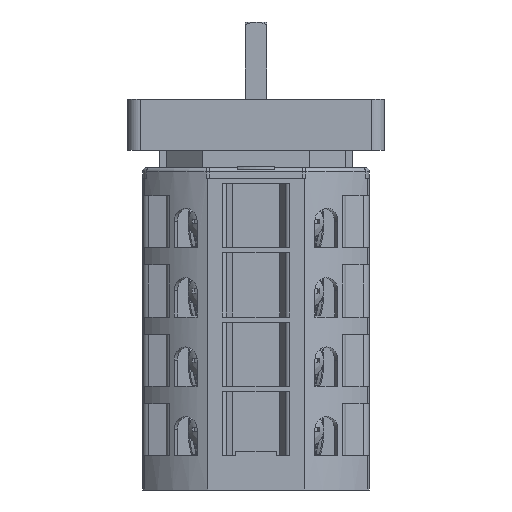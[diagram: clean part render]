
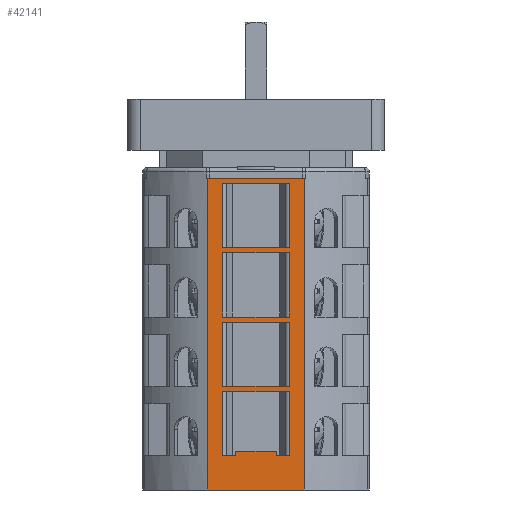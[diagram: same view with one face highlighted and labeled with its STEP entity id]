
A CAD part, front view. The second image highlights one B-rep face of the part: STEP entity #42141.
In plain terms, the highlighted planar face has unit normal (0, -1, 0).
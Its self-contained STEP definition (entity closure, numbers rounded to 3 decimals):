
#1182=DIRECTION('',(-1.,0.,0.));
#1183=VECTOR('',#1182,0.317);
#1184=CARTESIAN_POINT('',(-10.998,-31.,-2.));
#1185=LINE('',#1184,#1183);
#1191=DIRECTION('',(0.,0.,1.));
#1192=VECTOR('',#1191,72.8);
#1193=CARTESIAN_POINT('',(-11.315,-31.,-74.8));
#1194=LINE('',#1193,#1192);
#1195=DIRECTION('',(0.,0.,1.));
#1196=VECTOR('',#1195,15.);
#1197=CARTESIAN_POINT('',(-7.809,-31.,-66.8));
#1198=LINE('',#1197,#1196);
#1199=DIRECTION('',(0.,0.,1.));
#1200=VECTOR('',#1199,1.);
#1201=CARTESIAN_POINT('',(4.684,-31.,-66.8));
#1202=LINE('',#1201,#1200);
#1203=DIRECTION('',(0.,0.,-1.));
#1204=VECTOR('',#1203,15.);
#1205=CARTESIAN_POINT('',(7.809,-31.,-51.8));
#1206=LINE('',#1205,#1204);
#1207=DIRECTION('',(0.,0.,1.));
#1208=VECTOR('',#1207,15.);
#1209=CARTESIAN_POINT('',(-7.809,-31.,-50.6));
#1210=LINE('',#1209,#1208);
#1211=DIRECTION('',(0.,0.,-1.));
#1212=VECTOR('',#1211,15.);
#1213=CARTESIAN_POINT('',(7.809,-31.,-35.6));
#1214=LINE('',#1213,#1212);
#1215=DIRECTION('',(0.,0.,1.));
#1216=VECTOR('',#1215,15.);
#1217=CARTESIAN_POINT('',(-7.809,-31.,-34.4));
#1218=LINE('',#1217,#1216);
#1219=DIRECTION('',(0.,0.,-1.));
#1220=VECTOR('',#1219,15.);
#1221=CARTESIAN_POINT('',(7.809,-31.,-19.4));
#1222=LINE('',#1221,#1220);
#1223=DIRECTION('',(0.,0.,1.));
#1224=VECTOR('',#1223,15.);
#1225=CARTESIAN_POINT('',(-7.809,-31.,-18.2));
#1226=LINE('',#1225,#1224);
#1227=DIRECTION('',(0.,0.,-1.));
#1228=VECTOR('',#1227,15.);
#1229=CARTESIAN_POINT('',(7.809,-31.,-3.2));
#1230=LINE('',#1229,#1228);
#1239=DIRECTION('',(0.,0.,1.));
#1240=VECTOR('',#1239,72.8);
#1241=CARTESIAN_POINT('',(11.315,-31.,-74.8));
#1242=LINE('',#1241,#1240);
#4939=DIRECTION('',(1.,0.,0.));
#4940=VECTOR('',#4939,22.63);
#4941=CARTESIAN_POINT('',(-11.315,-31.,-74.8));
#4942=LINE('',#4941,#4940);
#30745=DIRECTION('',(-1.,0.,0.));
#30746=VECTOR('',#30745,0.317);
#30747=CARTESIAN_POINT('',(11.315,-31.,-2.));
#30748=LINE('',#30747,#30746);
#30749=DIRECTION('',(-1.,0.,0.));
#30750=VECTOR('',#30749,21.996);
#30751=CARTESIAN_POINT('',(10.998,-31.,-2.));
#30752=LINE('',#30751,#30750);
#32217=DIRECTION('',(1.,0.,0.));
#32218=VECTOR('',#32217,3.125);
#32219=CARTESIAN_POINT('',(4.684,-31.,-66.8));
#32220=LINE('',#32219,#32218);
#32233=DIRECTION('',(1.,0.,0.));
#32234=VECTOR('',#32233,3.125);
#32235=CARTESIAN_POINT('',(-7.809,-31.,-66.8));
#32236=LINE('',#32235,#32234);
#32261=DIRECTION('',(1.,0.,0.));
#32262=VECTOR('',#32261,15.618);
#32263=CARTESIAN_POINT('',(-7.809,-31.,-51.8));
#32264=LINE('',#32263,#32262);
#32299=DIRECTION('',(0.,0.,1.));
#32300=VECTOR('',#32299,1.);
#32301=CARTESIAN_POINT('',(-4.684,-31.,-66.8));
#32302=LINE('',#32301,#32300);
#32311=DIRECTION('',(-1.,0.,0.));
#32312=VECTOR('',#32311,9.368);
#32313=CARTESIAN_POINT('',(4.684,-31.,-65.8));
#32314=LINE('',#32313,#32312);
#32329=DIRECTION('',(-1.,0.,0.));
#32330=VECTOR('',#32329,15.618);
#32331=CARTESIAN_POINT('',(7.809,-31.,-50.6));
#32332=LINE('',#32331,#32330);
#32357=DIRECTION('',(1.,0.,0.));
#32358=VECTOR('',#32357,15.618);
#32359=CARTESIAN_POINT('',(-7.809,-31.,-35.6));
#32360=LINE('',#32359,#32358);
#32397=DIRECTION('',(-1.,0.,0.));
#32398=VECTOR('',#32397,15.618);
#32399=CARTESIAN_POINT('',(7.809,-31.,-34.4));
#32400=LINE('',#32399,#32398);
#32425=DIRECTION('',(1.,0.,0.));
#32426=VECTOR('',#32425,15.618);
#32427=CARTESIAN_POINT('',(-7.809,-31.,-19.4));
#32428=LINE('',#32427,#32426);
#32465=DIRECTION('',(-1.,0.,0.));
#32466=VECTOR('',#32465,15.618);
#32467=CARTESIAN_POINT('',(7.809,-31.,-18.2));
#32468=LINE('',#32467,#32466);
#32493=DIRECTION('',(1.,0.,0.));
#32494=VECTOR('',#32493,15.618);
#32495=CARTESIAN_POINT('',(-7.809,-31.,-3.2));
#32496=LINE('',#32495,#32494);
#36158=CARTESIAN_POINT('',(7.809,-31.,-3.2));
#36159=VERTEX_POINT('',#36158);
#36160=CARTESIAN_POINT('',(-7.809,-31.,-3.2));
#36161=VERTEX_POINT('',#36160);
#36198=CARTESIAN_POINT('',(10.998,-31.,-2.));
#36199=CARTESIAN_POINT('',(-10.998,-31.,-2.));
#36200=VERTEX_POINT('',#36198);
#36201=VERTEX_POINT('',#36199);
#36246=CARTESIAN_POINT('',(11.315,-31.,-2.));
#36247=VERTEX_POINT('',#36246);
#36248=CARTESIAN_POINT('',(-11.315,-31.,-2.));
#36249=VERTEX_POINT('',#36248);
#37090=CARTESIAN_POINT('',(7.809,-31.,-19.4));
#37091=VERTEX_POINT('',#37090);
#37092=CARTESIAN_POINT('',(-7.809,-31.,-19.4));
#37093=VERTEX_POINT('',#37092);
#37286=CARTESIAN_POINT('',(7.809,-31.,-18.2));
#37287=VERTEX_POINT('',#37286);
#37288=CARTESIAN_POINT('',(-7.809,-31.,-18.2));
#37289=VERTEX_POINT('',#37288);
#38142=CARTESIAN_POINT('',(7.809,-31.,-35.6));
#38143=VERTEX_POINT('',#38142);
#38144=CARTESIAN_POINT('',(-7.809,-31.,-35.6));
#38145=VERTEX_POINT('',#38144);
#38338=CARTESIAN_POINT('',(7.809,-31.,-34.4));
#38339=VERTEX_POINT('',#38338);
#38340=CARTESIAN_POINT('',(-7.809,-31.,-34.4));
#38341=VERTEX_POINT('',#38340);
#39194=CARTESIAN_POINT('',(7.809,-31.,-51.8));
#39195=VERTEX_POINT('',#39194);
#39196=CARTESIAN_POINT('',(-7.809,-31.,-51.8));
#39197=VERTEX_POINT('',#39196);
#39390=CARTESIAN_POINT('',(7.809,-31.,-50.6));
#39391=VERTEX_POINT('',#39390);
#39392=CARTESIAN_POINT('',(-7.809,-31.,-50.6));
#39393=VERTEX_POINT('',#39392);
#40066=CARTESIAN_POINT('',(-11.315,-31.,-74.8));
#40067=CARTESIAN_POINT('',(11.315,-31.,-74.8));
#40068=VERTEX_POINT('',#40066);
#40069=VERTEX_POINT('',#40067);
#40126=CARTESIAN_POINT('',(4.684,-31.,-65.8));
#40127=VERTEX_POINT('',#40126);
#40128=CARTESIAN_POINT('',(-4.684,-31.,-65.8));
#40129=VERTEX_POINT('',#40128);
#40134=CARTESIAN_POINT('',(4.684,-31.,-66.8));
#40135=VERTEX_POINT('',#40134);
#40136=CARTESIAN_POINT('',(-4.684,-31.,-66.8));
#40137=VERTEX_POINT('',#40136);
#40682=CARTESIAN_POINT('',(7.809,-31.,-66.8));
#40683=VERTEX_POINT('',#40682);
#40684=CARTESIAN_POINT('',(-7.809,-31.,-66.8));
#40685=VERTEX_POINT('',#40684);
#42075=CARTESIAN_POINT('',(11.315,-31.,-2.));
#42076=DIRECTION('',(0.,-1.,0.));
#42077=DIRECTION('',(-1.,0.,0.));
#42078=AXIS2_PLACEMENT_3D('',#42075,#42076,#42077);
#42079=PLANE('',#42078);
#42081=ORIENTED_EDGE('',*,*,#42080,.F.);
#42083=ORIENTED_EDGE('',*,*,#42082,.F.);
#42085=ORIENTED_EDGE('',*,*,#42084,.T.);
#42086=ORIENTED_EDGE('',*,*,#42068,.F.);
#42088=ORIENTED_EDGE('',*,*,#42087,.F.);
#42090=ORIENTED_EDGE('',*,*,#42089,.F.);
#42091=EDGE_LOOP('',(#42081,#42083,#42085,#42086,#42088,#42090));
#42092=FACE_OUTER_BOUND('',#42091,.F.);
#42094=ORIENTED_EDGE('',*,*,#42093,.F.);
#42096=ORIENTED_EDGE('',*,*,#42095,.T.);
#42098=ORIENTED_EDGE('',*,*,#42097,.T.);
#42100=ORIENTED_EDGE('',*,*,#42099,.F.);
#42102=ORIENTED_EDGE('',*,*,#42101,.F.);
#42104=ORIENTED_EDGE('',*,*,#42103,.T.);
#42106=ORIENTED_EDGE('',*,*,#42105,.F.);
#42108=ORIENTED_EDGE('',*,*,#42107,.F.);
#42109=EDGE_LOOP('',(#42094,#42096,#42098,#42100,#42102,#42104,#42106,#42108));
#42110=FACE_BOUND('',#42109,.F.);
#42112=ORIENTED_EDGE('',*,*,#42111,.F.);
#42114=ORIENTED_EDGE('',*,*,#42113,.F.);
#42116=ORIENTED_EDGE('',*,*,#42115,.F.);
#42118=ORIENTED_EDGE('',*,*,#42117,.F.);
#42119=EDGE_LOOP('',(#42112,#42114,#42116,#42118));
#42120=FACE_BOUND('',#42119,.F.);
#42122=ORIENTED_EDGE('',*,*,#42121,.F.);
#42124=ORIENTED_EDGE('',*,*,#42123,.F.);
#42126=ORIENTED_EDGE('',*,*,#42125,.F.);
#42128=ORIENTED_EDGE('',*,*,#42127,.F.);
#42129=EDGE_LOOP('',(#42122,#42124,#42126,#42128));
#42130=FACE_BOUND('',#42129,.F.);
#42132=ORIENTED_EDGE('',*,*,#42131,.F.);
#42134=ORIENTED_EDGE('',*,*,#42133,.F.);
#42136=ORIENTED_EDGE('',*,*,#42135,.F.);
#42138=ORIENTED_EDGE('',*,*,#42137,.F.);
#42139=EDGE_LOOP('',(#42132,#42134,#42136,#42138));
#42140=FACE_BOUND('',#42139,.F.);
#42068=EDGE_CURVE('',#36201,#36249,#1185,.T.);
#42080=EDGE_CURVE('',#40069,#36247,#1242,.T.);
#42082=EDGE_CURVE('',#40068,#40069,#4942,.T.);
#42084=EDGE_CURVE('',#40068,#36249,#1194,.T.);
#42087=EDGE_CURVE('',#36200,#36201,#30752,.T.);
#42089=EDGE_CURVE('',#36247,#36200,#30748,.T.);
#42093=EDGE_CURVE('',#40685,#39197,#1198,.T.);
#42095=EDGE_CURVE('',#40685,#40137,#32236,.T.);
#42097=EDGE_CURVE('',#40137,#40129,#32302,.T.);
#42099=EDGE_CURVE('',#40127,#40129,#32314,.T.);
#42101=EDGE_CURVE('',#40135,#40127,#1202,.T.);
#42103=EDGE_CURVE('',#40135,#40683,#32220,.T.);
#42105=EDGE_CURVE('',#39195,#40683,#1206,.T.);
#42107=EDGE_CURVE('',#39197,#39195,#32264,.T.);
#42111=EDGE_CURVE('',#39393,#38145,#1210,.T.);
#42113=EDGE_CURVE('',#39391,#39393,#32332,.T.);
#42115=EDGE_CURVE('',#38143,#39391,#1214,.T.);
#42117=EDGE_CURVE('',#38145,#38143,#32360,.T.);
#42121=EDGE_CURVE('',#38341,#37093,#1218,.T.);
#42123=EDGE_CURVE('',#38339,#38341,#32400,.T.);
#42125=EDGE_CURVE('',#37091,#38339,#1222,.T.);
#42127=EDGE_CURVE('',#37093,#37091,#32428,.T.);
#42131=EDGE_CURVE('',#37289,#36161,#1226,.T.);
#42133=EDGE_CURVE('',#37287,#37289,#32468,.T.);
#42135=EDGE_CURVE('',#36159,#37287,#1230,.T.);
#42137=EDGE_CURVE('',#36161,#36159,#32496,.T.);
#42141=ADVANCED_FACE('',(#42092,#42110,#42120,#42130,#42140),#42079,.T.);
